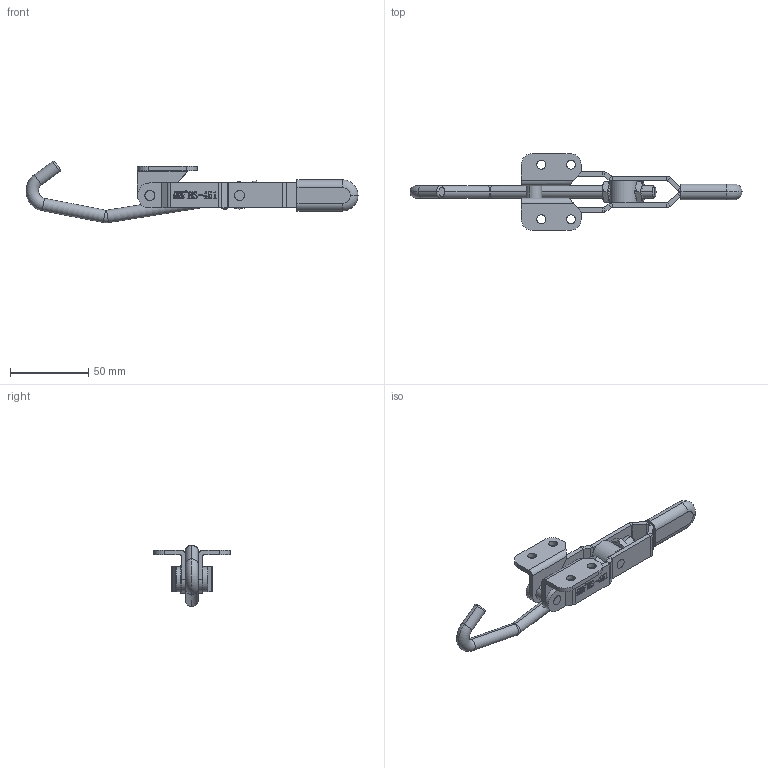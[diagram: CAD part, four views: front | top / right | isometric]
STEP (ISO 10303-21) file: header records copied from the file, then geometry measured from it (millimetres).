
FILE_DESCRIPTION (( 'STEP AP203' ), '1' );
FILE_NAME ('HS-451 装配体.STEP', '2018-12-07T06:58:14', ( 'PCOS' ), ( '微软中国' ), 'SwSTEP 2.0', 'SolidWorks 2012', '' );
FILE_SCHEMA (( 'CONFIG_CONTROL_DESIGN' ));
Length unit declared in the file: millimetre
Products named in the file (8): HS-451 蚾饜极; 忒參; hex thin nuts-grades ab-chamfered gb_GB_FASTENER_NUT_STNAB M8-N; 种2; 种1; 忒梟; 境像; 菁釱
Assembly tree (9 placements, depth 2):
  HS-451 蚾饜极
    菁釱
    境像
    忒梟  x2
    种1
    种2
    hex thin nuts-grades ab-chamfered gb_GB_FASTENER_NUT_STNAB M8-N  x2
    忒參
Bounding box: 212.22 x 49.2 x 39.34 mm (x, y, z)
Volume: 36584.1 mm3; surface area: 24506.4 mm2
Topology: 10 solids, 10 shells, 886 faces, 2318 edges, 1503 vertices
Faces by surface type: plane 502, bspline 216, cylinder 140, cone 18, torus 10
Entity records: 20014 total; most frequent: CARTESIAN_POINT 7715, ORIENTED_EDGE 2540, DIRECTION 2022, EDGE_CURVE 1270, LINE 826, VECTOR 826, VERTEX_POINT 823, AXIS2_PLACEMENT_3D 598
